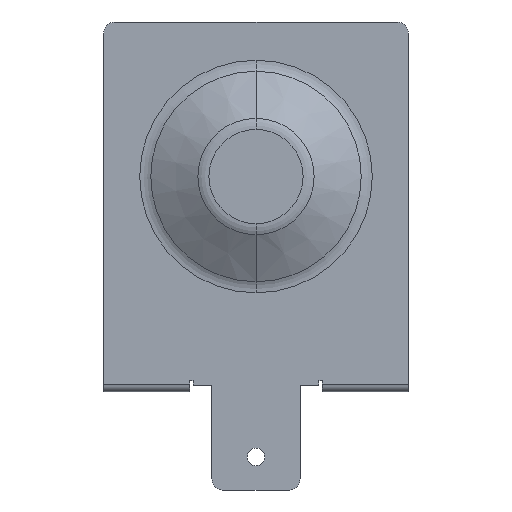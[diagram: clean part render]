
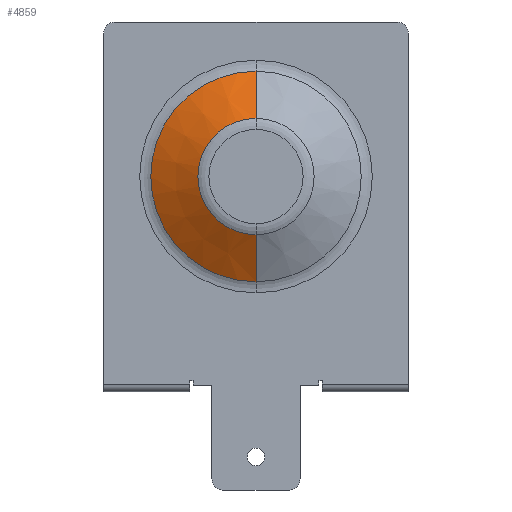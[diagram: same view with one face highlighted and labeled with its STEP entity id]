
A CAD part, front view. The second image highlights one B-rep face of the part: STEP entity #4859.
In plain terms, the highlighted conical face has half-angle 60 degrees and reference radius 5 mm.
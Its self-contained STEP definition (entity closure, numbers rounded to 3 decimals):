
#76 = CARTESIAN_POINT ( 'NONE',  ( 0., -0.3, 1.225 ) ) ;
#160 = CARTESIAN_POINT ( 'NONE',  ( 0., -1.666, -1.409 ) ) ;
#766 = CARTESIAN_POINT ( 'NONE',  ( 0., -0.3, 6.225 ) ) ;
#835 = DIRECTION ( 'NONE',  ( 0., 0.5, -0.866 ) ) ;
#961 = CARTESIAN_POINT ( 'NONE',  ( 0., -0.434, 5.993 ) ) ;
#1014 = DIRECTION ( 'NONE',  ( 0., 0., -1. ) ) ;
#1321 = VECTOR ( 'NONE', #3738, 1000. ) ;
#1418 = EDGE_CURVE ( 'NONE', #8807, #3349, #7432, .T. ) ;
#1588 = CARTESIAN_POINT ( 'NONE',  ( 0., -0.434, 1.225 ) ) ;
#1646 = AXIS2_PLACEMENT_3D ( 'NONE', #12894, #11060, #1815 ) ;
#1669 = ORIENTED_EDGE ( 'NONE', *, *, #3634, .F. ) ;
#1746 = VERTEX_POINT ( 'NONE', #961 ) ;
#1815 = DIRECTION ( 'NONE',  ( 0., 0., 1. ) ) ;
#2318 = AXIS2_PLACEMENT_3D ( 'NONE', #1588, #8511, #7685 ) ;
#2522 = CIRCLE ( 'NONE', #2318, 4.768 ) ;
#2925 = CARTESIAN_POINT ( 'NONE',  ( 0., -0.3, -3.775 ) ) ;
#2978 = DIRECTION ( 'NONE',  ( 0., 1., 0. ) ) ;
#3349 = VERTEX_POINT ( 'NONE', #10245 ) ;
#3634 = EDGE_CURVE ( 'NONE', #8807, #3969, #10094, .T. ) ;
#3738 = DIRECTION ( 'NONE',  ( 0., 0.5, 0.866 ) ) ;
#3969 = VERTEX_POINT ( 'NONE', #5110 ) ;
#4000 = LINE ( 'NONE', #766, #1321 ) ;
#4123 = FACE_OUTER_BOUND ( 'NONE', #7764, .T. ) ;
#4859 = ADVANCED_FACE ( 'NONE', ( #4123 ), #7668, .T. ) ;
#5110 = CARTESIAN_POINT ( 'NONE',  ( 0., -0.434, -3.543 ) ) ;
#5500 = EDGE_CURVE ( 'NONE', #1746, #3969, #2522, .T. ) ;
#6188 = AXIS2_PLACEMENT_3D ( 'NONE', #76, #2978, #1014 ) ;
#7432 = CIRCLE ( 'NONE', #1646, 2.634 ) ;
#7668 = CONICAL_SURFACE ( 'NONE', #6188, 5., 1.047 ) ;
#7685 = DIRECTION ( 'NONE',  ( 0., 0., 1. ) ) ;
#7764 = EDGE_LOOP ( 'NONE', ( #11922, #8038, #12455, #1669 ) ) ;
#8038 = ORIENTED_EDGE ( 'NONE', *, *, #8735, .T. ) ;
#8511 = DIRECTION ( 'NONE',  ( 0., -1., 0. ) ) ;
#8735 = EDGE_CURVE ( 'NONE', #3349, #1746, #4000, .T. ) ;
#8807 = VERTEX_POINT ( 'NONE', #160 ) ;
#10094 = LINE ( 'NONE', #2925, #10629 ) ;
#10245 = CARTESIAN_POINT ( 'NONE',  ( 0., -1.666, 3.859 ) ) ;
#10629 = VECTOR ( 'NONE', #835, 1000. ) ;
#11060 = DIRECTION ( 'NONE',  ( 0., 1., 0. ) ) ;
#11922 = ORIENTED_EDGE ( 'NONE', *, *, #1418, .T. ) ;
#12455 = ORIENTED_EDGE ( 'NONE', *, *, #5500, .T. ) ;
#12894 = CARTESIAN_POINT ( 'NONE',  ( 0., -1.666, 1.225 ) ) ;
